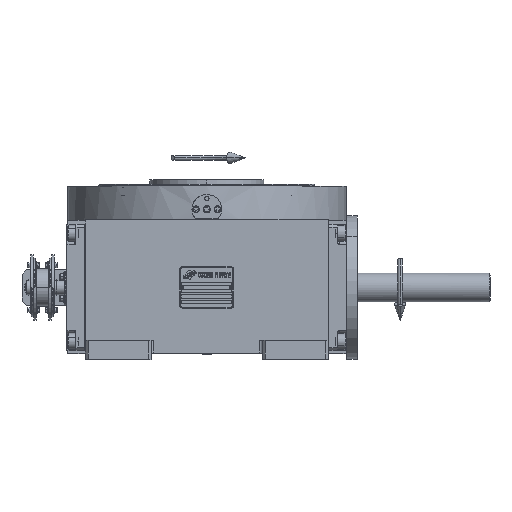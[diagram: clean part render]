
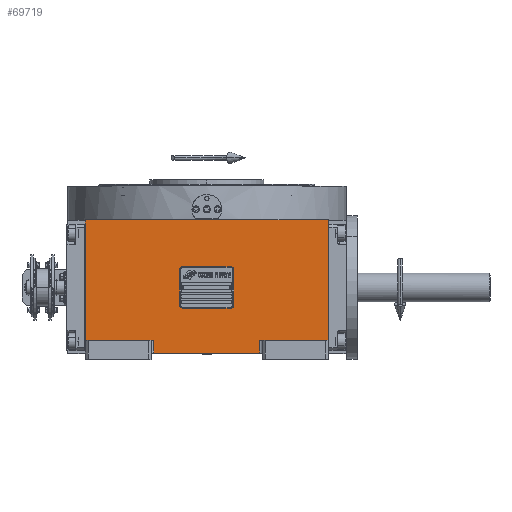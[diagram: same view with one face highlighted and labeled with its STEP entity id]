
A CAD part, top view. The second image highlights one B-rep face of the part: STEP entity #69719.
In plain terms, the highlighted planar face has unit normal (0, 0, 1).
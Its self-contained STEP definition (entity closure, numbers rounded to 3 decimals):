
#1350 = VERTEX_POINT ( 'NONE', #58763 ) ;
#2389 = DIRECTION ( 'NONE',  ( 0., 1., 0. ) ) ;
#4990 = CARTESIAN_POINT ( 'NONE',  ( -59., -73., 226. ) ) ;
#6460 = CARTESIAN_POINT ( 'NONE',  ( 59., -73., 226. ) ) ;
#7380 = ORIENTED_EDGE ( 'NONE', *, *, #43909, .F. ) ;
#7834 = VERTEX_POINT ( 'NONE', #72718 ) ;
#12408 = DIRECTION ( 'NONE',  ( 1., 0., 0. ) ) ;
#12874 = VECTOR ( 'NONE', #2389, 1000. ) ;
#14030 = EDGE_CURVE ( 'NONE', #66247, #106855, #51681, .T. ) ;
#14146 = VECTOR ( 'NONE', #112653, 1000. ) ;
#16716 = CARTESIAN_POINT ( 'NONE',  ( -59., -73., 226. ) ) ;
#18006 = VECTOR ( 'NONE', #42819, 1000. ) ;
#21012 = VERTEX_POINT ( 'NONE', #99656 ) ;
#22823 = AXIS2_PLACEMENT_3D ( 'NONE', #34585, #97957, #42903 ) ;
#24997 = CARTESIAN_POINT ( 'NONE',  ( 59., -59., 226. ) ) ;
#25959 = ORIENTED_EDGE ( 'NONE', *, *, #89632, .F. ) ;
#26892 = FACE_OUTER_BOUND ( 'NONE', #46896, .T. ) ;
#27636 = VECTOR ( 'NONE', #64257, 1000. ) ;
#28107 = CARTESIAN_POINT ( 'NONE',  ( -135., -59., 226. ) ) ;
#28251 = EDGE_CURVE ( 'NONE', #1350, #7834, #32384, .T. ) ;
#28930 = VERTEX_POINT ( 'NONE', #56269 ) ;
#29303 = LINE ( 'NONE', #28107, #27636 ) ;
#30276 = LINE ( 'NONE', #115998, #32660 ) ;
#30621 = VECTOR ( 'NONE', #60551, 1000. ) ;
#32384 = LINE ( 'NONE', #49574, #33517 ) ;
#32660 = VECTOR ( 'NONE', #105431, 1000. ) ;
#33517 = VECTOR ( 'NONE', #85695, 1000. ) ;
#34585 = CARTESIAN_POINT ( 'NONE',  ( -135., -73., 226. ) ) ;
#38073 = EDGE_CURVE ( 'NONE', #115429, #72721, #101239, .T. ) ;
#41146 = ORIENTED_EDGE ( 'NONE', *, *, #114602, .F. ) ;
#42819 = DIRECTION ( 'NONE',  ( 1., 0., 0. ) ) ;
#42903 = DIRECTION ( 'NONE',  ( 1., 0., 0. ) ) ;
#43909 = EDGE_CURVE ( 'NONE', #21012, #106855, #86621, .T. ) ;
#46208 = LINE ( 'NONE', #82928, #12874 ) ;
#46896 = EDGE_LOOP ( 'NONE', ( #49777, #7380, #86555, #80606, #106448, #25959, #57644, #41146 ) ) ;
#49574 = CARTESIAN_POINT ( 'NONE',  ( -135., -59., 226. ) ) ;
#49777 = ORIENTED_EDGE ( 'NONE', *, *, #14030, .T. ) ;
#51681 = LINE ( 'NONE', #16716, #18006 ) ;
#52691 = EDGE_CURVE ( 'NONE', #21012, #28930, #30276, .T. ) ;
#56269 = CARTESIAN_POINT ( 'NONE',  ( 135., -59., 226. ) ) ;
#57644 = ORIENTED_EDGE ( 'NONE', *, *, #28251, .T. ) ;
#58763 = CARTESIAN_POINT ( 'NONE',  ( -135., -59., 226. ) ) ;
#58814 = CARTESIAN_POINT ( 'NONE',  ( -59., -73., 226. ) ) ;
#60551 = DIRECTION ( 'NONE',  ( 0., -1., 0. ) ) ;
#64257 = DIRECTION ( 'NONE',  ( 0., 1., 0. ) ) ;
#66247 = VERTEX_POINT ( 'NONE', #4990 ) ;
#69719 = ADVANCED_FACE ( 'NONE', ( #26892 ), #71312, .T. ) ;
#71312 = PLANE ( 'NONE',  #22823 ) ;
#72718 = CARTESIAN_POINT ( 'NONE',  ( -59., -59., 226. ) ) ;
#72721 = VERTEX_POINT ( 'NONE', #77483 ) ;
#74378 = CARTESIAN_POINT ( 'NONE',  ( -135., 75., 226. ) ) ;
#77483 = CARTESIAN_POINT ( 'NONE',  ( 135., 75., 226. ) ) ;
#79641 = EDGE_CURVE ( 'NONE', #28930, #72721, #46208, .T. ) ;
#80606 = ORIENTED_EDGE ( 'NONE', *, *, #79641, .T. ) ;
#82928 = CARTESIAN_POINT ( 'NONE',  ( 135., -59., 226. ) ) ;
#84657 = CARTESIAN_POINT ( 'NONE',  ( -135., 75., 226. ) ) ;
#85695 = DIRECTION ( 'NONE',  ( 1., 0., 0. ) ) ;
#86555 = ORIENTED_EDGE ( 'NONE', *, *, #52691, .T. ) ;
#86621 = LINE ( 'NONE', #24997, #30621 ) ;
#89632 = EDGE_CURVE ( 'NONE', #1350, #115429, #29303, .T. ) ;
#97957 = DIRECTION ( 'NONE',  ( 0., 0., 1. ) ) ;
#99656 = CARTESIAN_POINT ( 'NONE',  ( 59., -59., 226. ) ) ;
#101239 = LINE ( 'NONE', #84657, #105468 ) ;
#103217 = LINE ( 'NONE', #58814, #14146 ) ;
#105431 = DIRECTION ( 'NONE',  ( 1., 0., 0. ) ) ;
#105468 = VECTOR ( 'NONE', #12408, 1000. ) ;
#106448 = ORIENTED_EDGE ( 'NONE', *, *, #38073, .F. ) ;
#106855 = VERTEX_POINT ( 'NONE', #6460 ) ;
#112653 = DIRECTION ( 'NONE',  ( 0., 1., 0. ) ) ;
#114602 = EDGE_CURVE ( 'NONE', #66247, #7834, #103217, .T. ) ;
#115429 = VERTEX_POINT ( 'NONE', #74378 ) ;
#115998 = CARTESIAN_POINT ( 'NONE',  ( 59., -59., 226. ) ) ;
